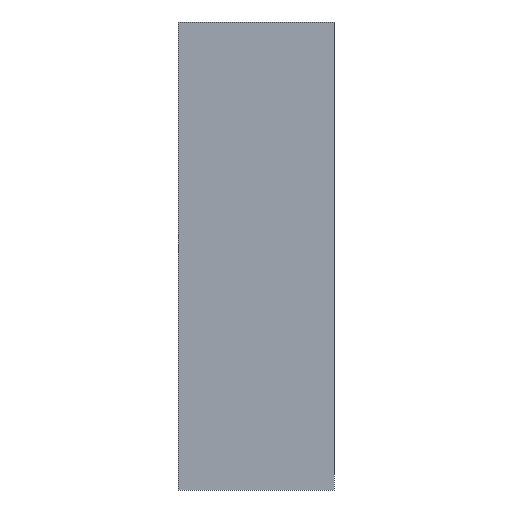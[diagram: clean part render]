
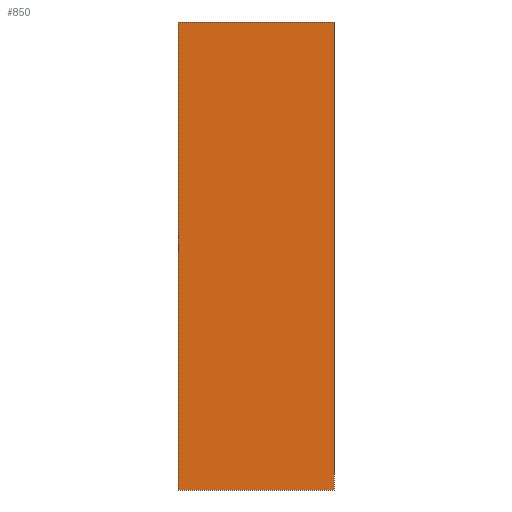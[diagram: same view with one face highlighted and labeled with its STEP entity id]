
A CAD part, left-side view. The second image highlights one B-rep face of the part: STEP entity #850.
In plain terms, the highlighted planar face has unit normal (-1, 0, 0).
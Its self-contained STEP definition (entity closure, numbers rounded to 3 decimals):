
#112=FACE_OUTER_BOUND('',#154,.T.);
#154=EDGE_LOOP('',(#731,#732,#733,#734));
#252=LINE('',#1328,#360);
#254=LINE('',#1332,#362);
#256=LINE('',#1336,#364);
#257=LINE('',#1337,#365);
#360=VECTOR('',#1080,10.);
#362=VECTOR('',#1084,10.);
#364=VECTOR('',#1088,10.);
#365=VECTOR('',#1089,10.);
#439=VERTEX_POINT('',#1325);
#440=VERTEX_POINT('',#1327);
#441=VERTEX_POINT('',#1331);
#442=VERTEX_POINT('',#1335);
#540=EDGE_CURVE('',#440,#439,#252,.T.);
#542=EDGE_CURVE('',#440,#441,#254,.T.);
#544=EDGE_CURVE('',#442,#439,#256,.T.);
#545=EDGE_CURVE('',#441,#442,#257,.T.);
#731=ORIENTED_EDGE('',*,*,#540,.T.);
#732=ORIENTED_EDGE('',*,*,#544,.F.);
#733=ORIENTED_EDGE('',*,*,#545,.F.);
#734=ORIENTED_EDGE('',*,*,#542,.F.);
#808=PLANE('',#899);
#850=ADVANCED_FACE('',(#112),#808,.T.);
#899=AXIS2_PLACEMENT_3D('',#1334,#1086,#1087);
#1080=DIRECTION('',(0.,0.,1.));
#1084=DIRECTION('',(0.,1.,0.));
#1086=DIRECTION('center_axis',(-1.,0.,0.));
#1087=DIRECTION('ref_axis',(0.,-1.,0.));
#1088=DIRECTION('',(0.,-1.,0.));
#1089=DIRECTION('',(0.,0.,1.));
#1325=CARTESIAN_POINT('',(-50.,0.,150.));
#1327=CARTESIAN_POINT('',(-50.,0.,0.));
#1328=CARTESIAN_POINT('',(-50.,0.,0.));
#1331=CARTESIAN_POINT('',(-50.,50.,0.));
#1332=CARTESIAN_POINT('',(-50.,0.,0.));
#1334=CARTESIAN_POINT('Origin',(-50.,50.,0.));
#1335=CARTESIAN_POINT('',(-50.,50.,150.));
#1336=CARTESIAN_POINT('',(-50.,0.,150.));
#1337=CARTESIAN_POINT('',(-50.,50.,0.));
